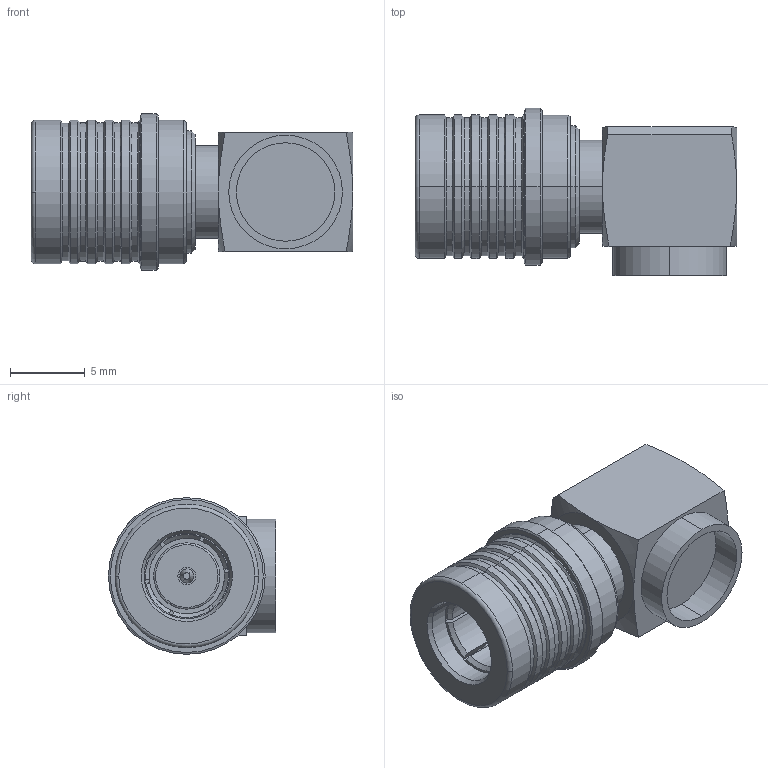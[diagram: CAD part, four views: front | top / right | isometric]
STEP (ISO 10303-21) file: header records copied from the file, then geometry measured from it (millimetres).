
FILE_DESCRIPTION (( 'STEP AP214' ), '1' );
FILE_NAME ('FMCN1723.step', '2021-01-28T21:32:02', ( '' ), ( '' ), 'SwSTEP 2.0', 'SolidWorks 2018', '' );
FILE_SCHEMA (( 'AUTOMOTIVE_DESIGN' ));
Length unit declared in the file: inch
Products named in the file (1): FMCN1723
Bounding box: 21.55 x 11.2 x 10.5 mm (x, y, z)
Volume: 1259.3 mm3; surface area: 1401 mm2
Topology: 1 solids, 1 shells, 274 faces, 812 edges, 520 vertices
Faces by surface type: cylinder 90, plane 63, cone 61, bspline 58, torus 2
Entity records: 20511 total; most frequent: CARTESIAN_POINT 13990, ORIENTED_EDGE 1624, DIRECTION 1072, EDGE_CURVE 812, VERTEX_POINT 520, AXIS2_PLACEMENT_3D 392, EDGE_LOOP 292, LINE 288
